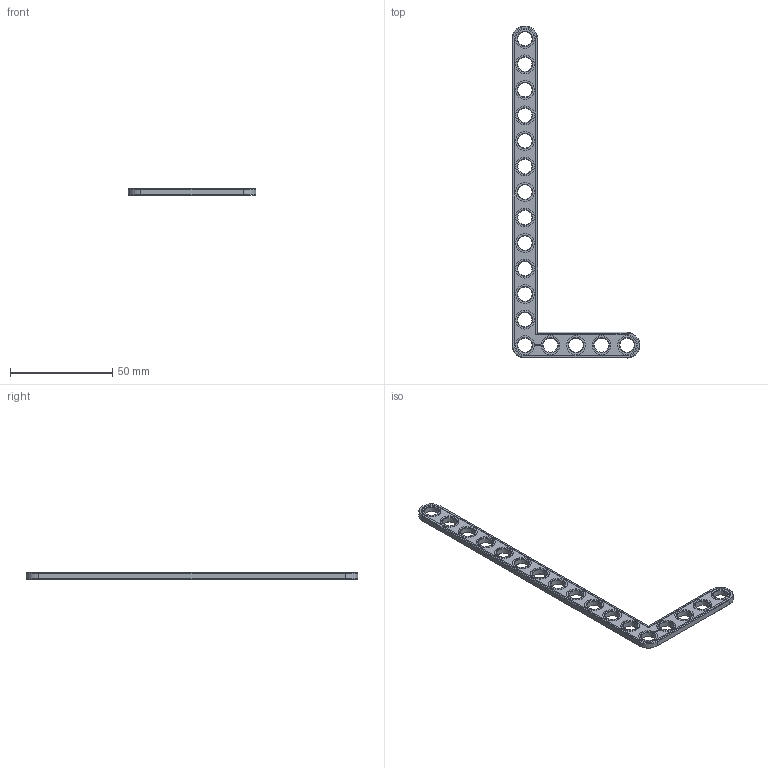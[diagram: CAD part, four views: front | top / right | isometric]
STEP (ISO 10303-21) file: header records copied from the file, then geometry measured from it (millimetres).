
FILE_DESCRIPTION(('FreeCAD Model'),'2;1');
FILE_NAME('Open CASCADE Shape Model','2022-02-09T00:16:27',( 'Paulo Kiefe'),('STEMFIE.org'),'Open CASCADE STEP processor 7.4', 'FreeCAD','Unknown');
FILE_SCHEMA(('AUTOMOTIVE_DESIGN { 1 0 10303 214 1 1 1 1 }'));
Length unit declared in the file: millimetre
Products named in the file (1): Brace_AGD_90_ASYM_ERR_BU05x13x01x00.25_-_SPN-BRC-1058_(stemfie.org)
Bounding box: 62.5 x 162.5 x 3.12 mm (x, y, z)
Volume: 5849.9 mm3; surface area: 6357 mm2
Topology: 1 solids, 1 shells, 632 faces, 1686 edges, 1108 vertices
Faces by surface type: plane 350, extrusion 202, cone 40, cylinder 40
Full cylindrical faces by diameter (mm): 7 x17, 9.2 x17
Entity records: 43045 total; most frequent: CARTESIAN_POINT 10635, DIRECTION 5198, VECTOR 4033, LINE 3831, ORIENTED_EDGE 3372, PCURVE 3372, DEFINITIONAL_REPRESENTATION 3372, EDGE_CURVE 1686
